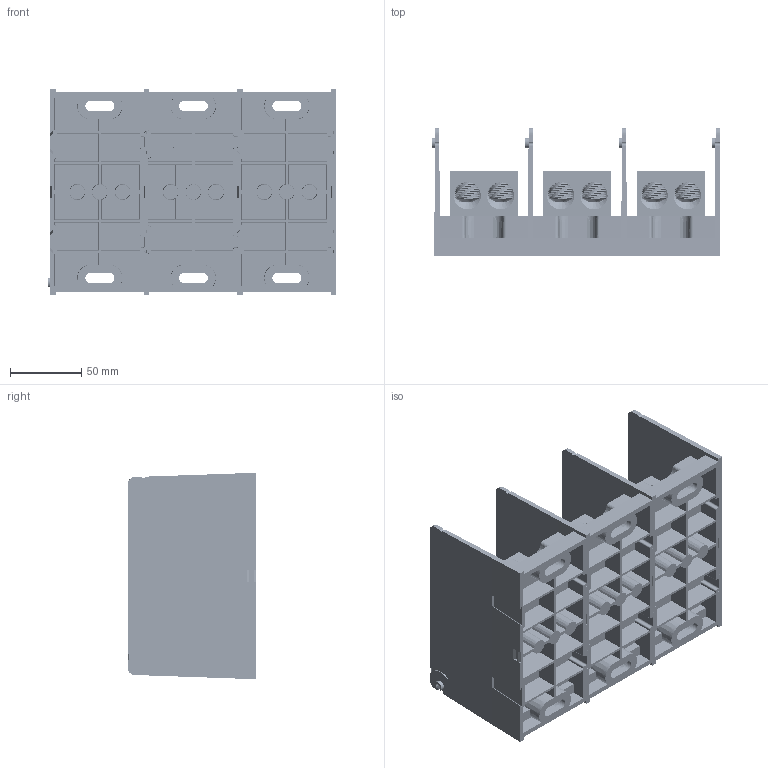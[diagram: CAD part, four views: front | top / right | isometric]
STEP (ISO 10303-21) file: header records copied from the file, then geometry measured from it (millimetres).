
FILE_DESCRIPTION (( 'STEP AP214' ), '1' );
FILE_NAME ('701869rev-3P.STEP', '2013-12-14T13:33:22', ( '' ), ( '' ), 'SwSTEP 2.0', 'SolidWorks 2013', '' );
FILE_SCHEMA (( 'AUTOMOTIVE_DESIGN' ));
Length unit declared in the file: inch
Products named in the file (26): 701869rev-3P; 701869rev-3P_1_2; 701869rev-3P_1_18; 701869rev-3P_1_12; 701869rev-3P_1_6; 701869rev-3P_1_24; 701869rev-3P_1_9; 701869rev-3P_1_7; 701869rev-3P_1_5; 701869rev-3P_1_19; 701869rev-3P_1_23; 701869rev-3P_1_21; 701869rev-3P_1_3; 701869rev-3P_1_14; 701869rev-3P_1; 701869rev-3P_1_17; 701869rev-3P_1_15; 701869rev-3P_1_25; 701869rev-3P_1_16; 701869rev-3P_1_20; 701869rev-3P_1_4; 701869rev-3P_1_22; 701869rev-3P_1_8; 701869rev-3P_1_10; 701869rev-3P_1_13; 701869rev-3P_1_11
Assembly tree (25 placements, depth 2):
  701869rev-3P
    701869rev-3P_1_10
    701869rev-3P_1_22
    701869rev-3P_1_20
    701869rev-3P_1_25
    701869rev-3P_1_17
    701869rev-3P_1_14
    701869rev-3P_1_3
    701869rev-3P_1_21
    701869rev-3P_1_23
    701869rev-3P_1_19
    701869rev-3P_1_5
    701869rev-3P_1_7
    701869rev-3P_1_9
    701869rev-3P_1_24
    701869rev-3P_1_6
    701869rev-3P_1_12
    701869rev-3P_1_18
    701869rev-3P_1_2
    701869rev-3P_1_11
    701869rev-3P_1_13
    701869rev-3P_1_8
    701869rev-3P_1_4
    701869rev-3P_1_16
    701869rev-3P_1_15
    701869rev-3P_1
Bounding box: 202.31 x 90.17 x 144.78 mm (x, y, z)
Surface area: 359152.8 mm2 (no closed solid volume)
Topology: 0 solids, 25 shells, 2205 faces, 6045 edges, 3938 vertices
Faces by surface type: plane 985, cylinder 569, cone 558, bspline 93
Full cylindrical faces by diameter (mm): 4.064 x1, 4.928 x3, 6.909 x6, 7.112 x1, 10.795 x6, 12.7 x6, 15.875 x12, 15.991 x132, 17.475 x108, 19.05 x12
Entity records: 168167 total; most frequent: CARTESIAN_POINT 92787, ORIENTED_EDGE 9322, DIRECTION 8648, EDGE_CURVE 4754, VERTEX_POINT 3312, AXIS2_PLACEMENT_3D 3081, EDGE_LOOP 2942, LINE 2486
